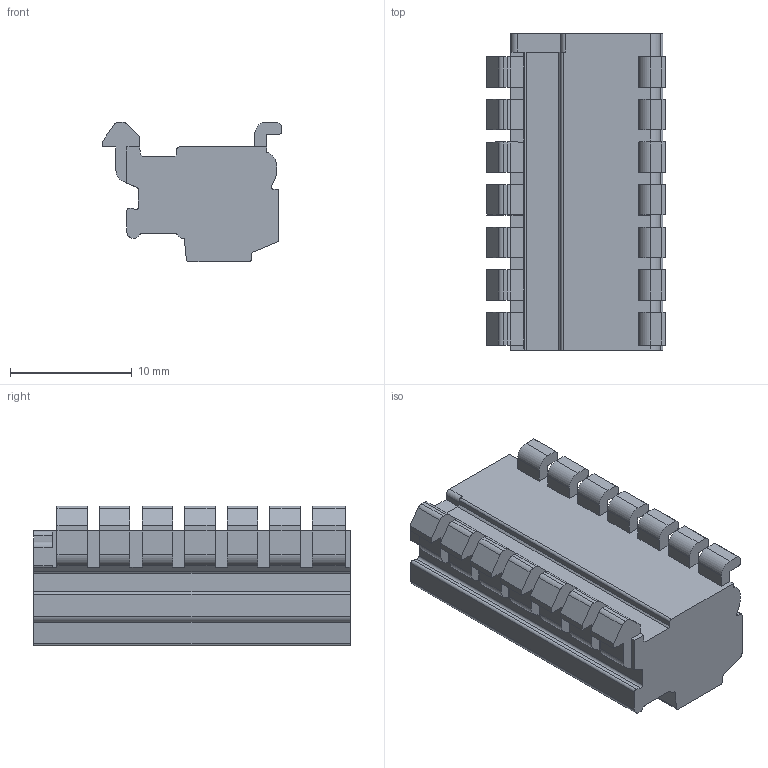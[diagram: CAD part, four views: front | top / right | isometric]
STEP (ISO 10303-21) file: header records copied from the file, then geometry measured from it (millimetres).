
FILE_DESCRIPTION((''),'2;1');
FILE_NAME('0001','2024-10-14T15:42:35',('tluser'),(''),'CREO PARAMETRIC BY PTC INC, 2018100','CREO PARAMETRIC BY PTC INC, 2018100','');
FILE_SCHEMA(('CONFIG_CONTROL_DESIGN'));
Length unit declared in the file: millimetre
Products named in the file (1): 0001
Bounding box: 14.7 x 26 x 11.5 mm (x, y, z)
Volume: 2699.1 mm3; surface area: 1795.4 mm2
Topology: 1 solids, 1 shells, 340 faces, 955 edges, 638 vertices
Faces by surface type: plane 229, cylinder 97, cone 14
Entity records: 11096 total; most frequent: CARTESIAN_POINT 2095, ORIENTED_EDGE 1910, DIRECTION 1825, EDGE_CURVE 955, VECTOR 715, LINE 715, VERTEX_POINT 638, AXIS2_PLACEMENT_3D 555
